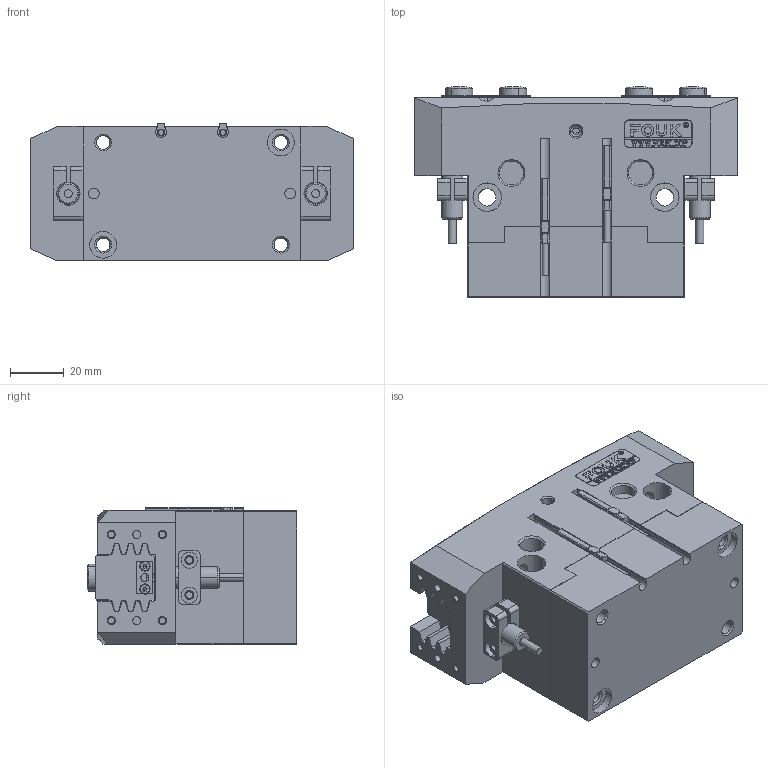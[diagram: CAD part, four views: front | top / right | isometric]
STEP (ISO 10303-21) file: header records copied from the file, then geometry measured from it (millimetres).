
FILE_DESCRIPTION (( 'STEP AP203' ), '1' );
FILE_NAME ('FR46-120-S-NO.STEP', '2025-01-13T07:49:30', ( 'USER-' ), ( 'Microsoft' ), 'SwSTEP 2.0', 'SolidWorks 2018', '' );
FILE_SCHEMA (( 'CONFIG_CONTROL_DESIGN' ));
Length unit declared in the file: millimetre
Products named in the file (15): TRT46-120-M-22B 晊扥极; FR46-120-S-NO; TRT46-120-S; 揤輸蚾饜极; ﾏ擎ﾗ10｡ﾁ6; 揤輸杅耀.sldasm-Part-9; 埴翐芛_GB_FASTENER_SCREWS_HSHCS M2X8-N; 昹親棠覜羲壽; TRT46-120-M-01 喘倛褲极; TRT46-120-S-02 喘倛賑輸; P-GS-T-01 喘倛蚚標釱; 8x18諉輪羲壽; TRT46-120 喘倛標蛈; 25x10-R1.5; TRT46-120-M-06 笢猾え
Assembly tree (23 placements, depth 5):
  FR46-120-S-NO
    TRT46-120-S
      TRT46-120 喘倛標蛈
        TRT46-120-M-01 喘倛褲极
        TRT46-120-M-06 笢猾え
        P-GS-T-01 喘倛蚚標釱  x2
        8x18諉輪羲壽  x2
        25x10-R1.5
        揤輸蚾饜极  x2
          揤輸杅耀.sldasm-Part-9
          埴翐芛_GB_FASTENER_SCREWS_HSHCS M2X8-N
        昹親棠覜羲壽  x2
        ﾏ擎ﾗ10｡ﾁ6  x4
      TRT46-120-S-02 喘倛賑輸  x2
    TRT46-120-M-22B 晊扥极
Bounding box: 120 x 78 x 51.2 mm (x, y, z)
Volume: 322040.6 mm3; surface area: 84652.5 mm2
Topology: 22 solids, 51 shells, 1506 faces, 3780 edges, 2404 vertices
Faces by surface type: plane 694, cylinder 395, cone 254, bspline 155, torus 8
Entity records: 43368 total; most frequent: CARTESIAN_POINT 13196, ORIENTED_EDGE 5970, DIRECTION 5583, EDGE_CURVE 2985, VERTEX_POINT 1953, AXIS2_PLACEMENT_3D 1880, LINE 1823, VECTOR 1823
